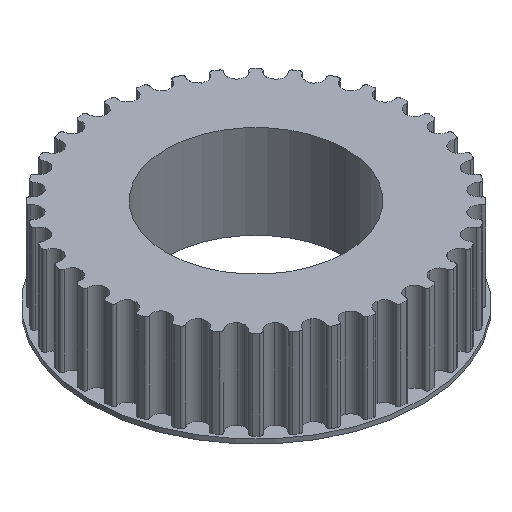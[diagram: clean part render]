
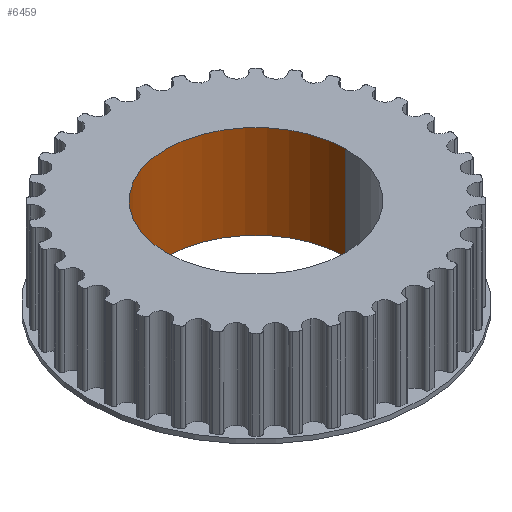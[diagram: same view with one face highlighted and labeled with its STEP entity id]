
A CAD part, isometric view. The second image highlights one B-rep face of the part: STEP entity #6459.
In plain terms, the highlighted cylindrical face has radius 15.546 mm (diameter 31.091 mm), a partial arc.
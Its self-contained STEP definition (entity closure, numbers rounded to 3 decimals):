
#112 = AXIS2_PLACEMENT_3D ( 'NONE', #3717, #6169, #6194 ) ;
#814 = ORIENTED_EDGE ( 'NONE', *, *, #7733, .F. ) ;
#964 = CARTESIAN_POINT ( 'NONE',  ( -15.546, 0., -20.55 ) ) ;
#1070 = AXIS2_PLACEMENT_3D ( 'NONE', #2998, #7772, #4129 ) ;
#1124 = EDGE_CURVE ( 'NONE', #2461, #2814, #3555, .T. ) ;
#1533 = DIRECTION ( 'NONE',  ( 0., 0., 1. ) ) ;
#1743 = AXIS2_PLACEMENT_3D ( 'NONE', #7419, #6071, #5453 ) ;
#2221 = EDGE_LOOP ( 'NONE', ( #814, #4132, #7492, #6244 ) ) ;
#2461 = VERTEX_POINT ( 'NONE', #4591 ) ;
#2740 = EDGE_CURVE ( 'NONE', #2461, #3572, #3825, .T. ) ;
#2814 = VERTEX_POINT ( 'NONE', #964 ) ;
#2998 = CARTESIAN_POINT ( 'NONE',  ( 0., 0., -20.55 ) ) ;
#3555 = CIRCLE ( 'NONE', #1070, 15.546 ) ;
#3572 = VERTEX_POINT ( 'NONE', #4107 ) ;
#3622 = VECTOR ( 'NONE', #1533, 1000. ) ;
#3717 = CARTESIAN_POINT ( 'NONE',  ( 0., 0., -20.55 ) ) ;
#3825 = LINE ( 'NONE', #5278, #3622 ) ;
#3850 = EDGE_CURVE ( 'NONE', #3572, #4554, #4089, .T. ) ;
#4089 = CIRCLE ( 'NONE', #1743, 15.546 ) ;
#4107 = CARTESIAN_POINT ( 'NONE',  ( 15.546, 0., -4.4 ) ) ;
#4129 = DIRECTION ( 'NONE',  ( 1., 0., 0. ) ) ;
#4130 = CYLINDRICAL_SURFACE ( 'NONE', #112, 15.546 ) ;
#4132 = ORIENTED_EDGE ( 'NONE', *, *, #1124, .F. ) ;
#4554 = VERTEX_POINT ( 'NONE', #5681 ) ;
#4591 = CARTESIAN_POINT ( 'NONE',  ( 15.546, 0., -20.55 ) ) ;
#5269 = FACE_OUTER_BOUND ( 'NONE', #2221, .T. ) ;
#5278 = CARTESIAN_POINT ( 'NONE',  ( 15.546, 0., -20.55 ) ) ;
#5453 = DIRECTION ( 'NONE',  ( 1., 0., 0. ) ) ;
#5681 = CARTESIAN_POINT ( 'NONE',  ( -15.546, 0., -4.4 ) ) ;
#6071 = DIRECTION ( 'NONE',  ( 0., 0., 1. ) ) ;
#6088 = DIRECTION ( 'NONE',  ( 0., 0., 1. ) ) ;
#6169 = DIRECTION ( 'NONE',  ( 0., 0., 1. ) ) ;
#6194 = DIRECTION ( 'NONE',  ( 1., 0., 0. ) ) ;
#6244 = ORIENTED_EDGE ( 'NONE', *, *, #3850, .T. ) ;
#6327 = LINE ( 'NONE', #7901, #7360 ) ;
#6459 = ADVANCED_FACE ( 'NONE', ( #5269 ), #4130, .F. ) ;
#7360 = VECTOR ( 'NONE', #6088, 1000. ) ;
#7419 = CARTESIAN_POINT ( 'NONE',  ( 0., 0., -4.4 ) ) ;
#7492 = ORIENTED_EDGE ( 'NONE', *, *, #2740, .T. ) ;
#7733 = EDGE_CURVE ( 'NONE', #2814, #4554, #6327, .T. ) ;
#7772 = DIRECTION ( 'NONE',  ( 0., 0., 1. ) ) ;
#7901 = CARTESIAN_POINT ( 'NONE',  ( -15.546, 0., -20.55 ) ) ;
